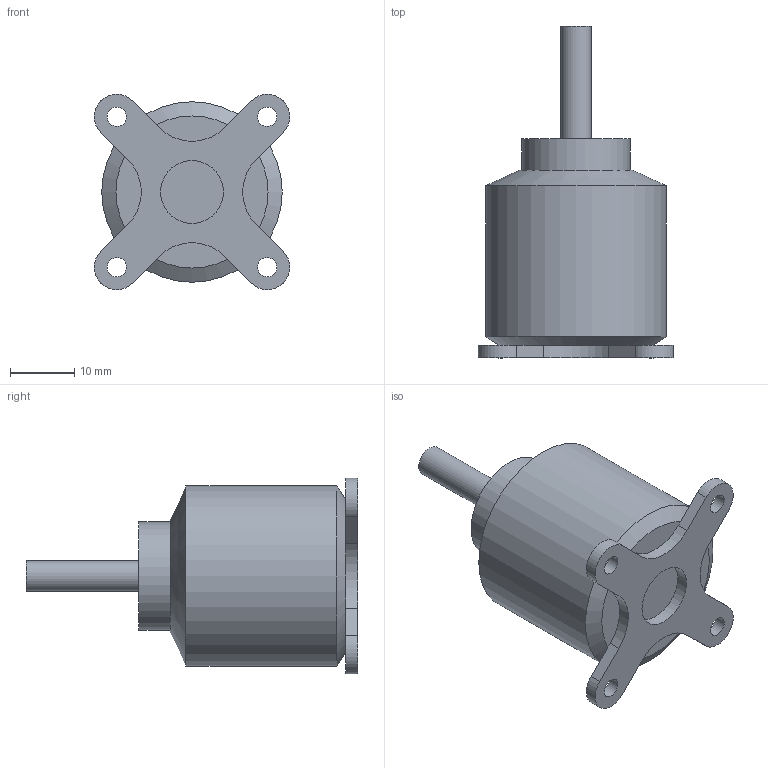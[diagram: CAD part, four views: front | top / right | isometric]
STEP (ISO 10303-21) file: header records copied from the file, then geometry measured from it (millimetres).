
FILE_DESCRIPTION(/* description */ (''),/* implementation_level */ '2;1');
FILE_NAME(/* name */ 'Motor Propdrive V2 2826 1100KV v1.step',/* time_stamp */ '2022-01-19T17:28:41+02:00',/* author */ (''),/* organization */ (''),/* preprocessor_version */ 'ST-DEVELOPER v18.1',/* originating_system */ 'Autodesk Translation Framework v10.10.0.1391',/* authorisation */ '');
FILE_SCHEMA (('AUTOMOTIVE_DESIGN { 1 0 10303 214 3 1 1 }'));
Length unit declared in the file: millimetre
Products named in the file (1): Motor Propdrive V2 2826 1100KV
Bounding box: 30.31 x 51.5 x 30.31 mm (x, y, z)
Volume: 18352.2 mm3; surface area: 4638.8 mm2
Topology: 1 solids, 1 shells, 39 faces, 92 edges, 58 vertices
Faces by surface type: plane 21, cylinder 16, cone 2
Full cylindrical faces by diameter (mm): 3 x4, 4.75 x1, 9.75 x1, 16.8 x1, 28 x1
Entity records: 1203 total; most frequent: DIRECTION 214, CARTESIAN_POINT 190, ORIENTED_EDGE 184, EDGE_CURVE 92, AXIS2_PLACEMENT_3D 82, VERTEX_POINT 58, EDGE_LOOP 50, LINE 50
